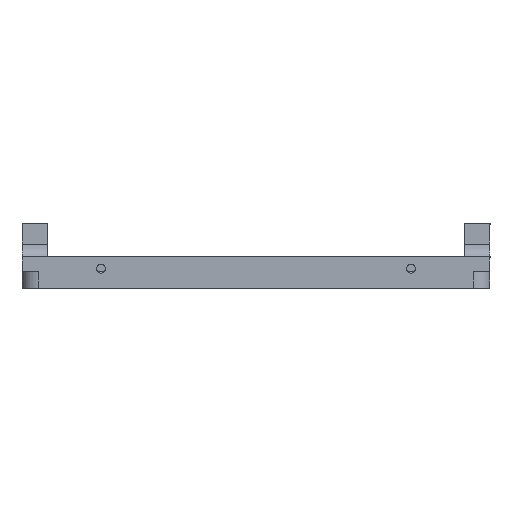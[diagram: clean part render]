
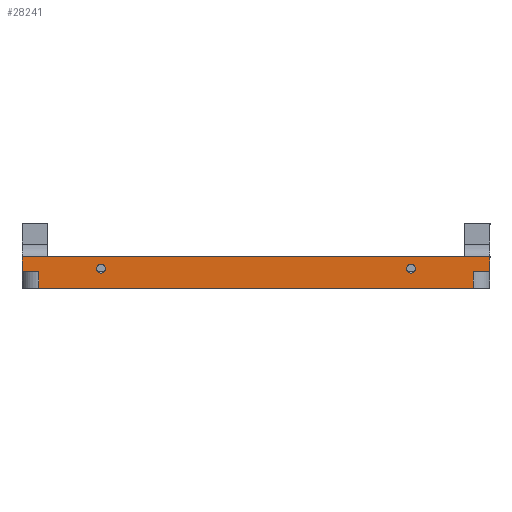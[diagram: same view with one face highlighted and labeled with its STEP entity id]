
A CAD part, front view. The second image highlights one B-rep face of the part: STEP entity #28241.
In plain terms, the highlighted planar face has unit normal (0, -1, 0).
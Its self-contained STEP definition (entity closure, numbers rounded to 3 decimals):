
#629 = DIRECTION ( 'NONE',  ( 0., -1., 0. ) ) ;
#950 = EDGE_CURVE ( 'NONE', #12318, #21110, #12707, .T. ) ;
#1046 = VECTOR ( 'NONE', #13221, 1000. ) ;
#1560 = EDGE_CURVE ( 'NONE', #27092, #31521, #33016, .T. ) ;
#2116 = FACE_BOUND ( 'NONE', #16550, .T. ) ;
#2189 = LINE ( 'NONE', #9180, #16799 ) ;
#2357 = CARTESIAN_POINT ( 'NONE',  ( 0., -163.75, -3. ) ) ;
#2530 = CARTESIAN_POINT ( 'NONE',  ( 27.5, -163.75, 0.5 ) ) ;
#3890 = AXIS2_PLACEMENT_3D ( 'NONE', #2530, #21006, #10497 ) ;
#4152 = CARTESIAN_POINT ( 'NONE',  ( 41.5, -163.75, 2.6 ) ) ;
#4183 = DIRECTION ( 'NONE',  ( 0., 0., -1. ) ) ;
#4706 = CARTESIAN_POINT ( 'NONE',  ( -38.5, -163.75, 0. ) ) ;
#4717 = DIRECTION ( 'NONE',  ( 0., -1., 0. ) ) ;
#4890 = DIRECTION ( 'NONE',  ( 0., 0., 1. ) ) ;
#4926 = EDGE_CURVE ( 'NONE', #12318, #20209, #15652, .T. ) ;
#5051 = EDGE_CURVE ( 'NONE', #9615, #14534, #21741, .T. ) ;
#5106 = EDGE_CURVE ( 'NONE', #21110, #21869, #2189, .T. ) ;
#5176 = AXIS2_PLACEMENT_3D ( 'NONE', #27934, #4717, #20809 ) ;
#5970 = VECTOR ( 'NONE', #28695, 1000. ) ;
#6245 = ORIENTED_EDGE ( 'NONE', *, *, #4926, .T. ) ;
#6880 = DIRECTION ( 'NONE',  ( 0., 0., -1. ) ) ;
#6901 = DIRECTION ( 'NONE',  ( 0., -1., 0. ) ) ;
#7033 = DIRECTION ( 'NONE',  ( 0., 0., -1. ) ) ;
#7500 = ORIENTED_EDGE ( 'NONE', *, *, #24104, .F. ) ;
#8237 = DIRECTION ( 'NONE',  ( 0., 0., -1. ) ) ;
#8572 = ORIENTED_EDGE ( 'NONE', *, *, #950, .F. ) ;
#8588 = DIRECTION ( 'NONE',  ( -1., 0., 0. ) ) ;
#8958 = VECTOR ( 'NONE', #7033, 1000. ) ;
#9081 = CARTESIAN_POINT ( 'NONE',  ( 0., -163.75, 0. ) ) ;
#9180 = CARTESIAN_POINT ( 'NONE',  ( -38.5, -163.75, -3. ) ) ;
#9615 = VERTEX_POINT ( 'NONE', #22732 ) ;
#10115 = VECTOR ( 'NONE', #8588, 1000. ) ;
#10310 = ORIENTED_EDGE ( 'NONE', *, *, #22698, .F. ) ;
#10316 = EDGE_CURVE ( 'NONE', #20696, #29572, #33242, .T. ) ;
#10324 = ORIENTED_EDGE ( 'NONE', *, *, #27545, .F. ) ;
#10497 = DIRECTION ( 'NONE',  ( 0., 0., -1. ) ) ;
#11269 = CARTESIAN_POINT ( 'NONE',  ( -41.5, -163.75, 2.6 ) ) ;
#11384 = ORIENTED_EDGE ( 'NONE', *, *, #5051, .T. ) ;
#12318 = VERTEX_POINT ( 'NONE', #32666 ) ;
#12421 = DIRECTION ( 'NONE',  ( -1., 0., 0. ) ) ;
#12465 = CARTESIAN_POINT ( 'NONE',  ( 0., -163.75, 2.6 ) ) ;
#12631 = CARTESIAN_POINT ( 'NONE',  ( -38.5, -163.75, -3. ) ) ;
#12675 = CARTESIAN_POINT ( 'NONE',  ( -27.5, -163.75, -0.3 ) ) ;
#12707 = LINE ( 'NONE', #2357, #1046 ) ;
#12724 = AXIS2_PLACEMENT_3D ( 'NONE', #17577, #6901, #4183 ) ;
#12740 = EDGE_CURVE ( 'NONE', #9615, #17014, #20254, .T. ) ;
#12765 = CARTESIAN_POINT ( 'NONE',  ( -41.5, -163.75, 2.6 ) ) ;
#13018 = VECTOR ( 'NONE', #23781, 1000. ) ;
#13102 = CIRCLE ( 'NONE', #3890, 0.8 ) ;
#13221 = DIRECTION ( 'NONE',  ( -1., 0., 0. ) ) ;
#13908 = EDGE_CURVE ( 'NONE', #17014, #20209, #29907, .T. ) ;
#14222 = AXIS2_PLACEMENT_3D ( 'NONE', #12465, #24828, #6880 ) ;
#14516 = FACE_BOUND ( 'NONE', #14667, .T. ) ;
#14534 = VERTEX_POINT ( 'NONE', #12765 ) ;
#14667 = EDGE_LOOP ( 'NONE', ( #10324, #14724 ) ) ;
#14688 = FACE_OUTER_BOUND ( 'NONE', #24613, .T. ) ;
#14724 = ORIENTED_EDGE ( 'NONE', *, *, #1560, .F. ) ;
#14855 = CARTESIAN_POINT ( 'NONE',  ( 27.5, -163.75, 1.3 ) ) ;
#15330 = CARTESIAN_POINT ( 'NONE',  ( 38.5, -163.75, -3. ) ) ;
#15652 = LINE ( 'NONE', #15330, #5970 ) ;
#16240 = AXIS2_PLACEMENT_3D ( 'NONE', #31464, #629, #21125 ) ;
#16550 = EDGE_LOOP ( 'NONE', ( #26394, #7500 ) ) ;
#16799 = VECTOR ( 'NONE', #4890, 1000. ) ;
#17014 = VERTEX_POINT ( 'NONE', #26291 ) ;
#17166 = LINE ( 'NONE', #30039, #21892 ) ;
#17522 = CARTESIAN_POINT ( 'NONE',  ( 27.5, -163.75, -0.3 ) ) ;
#17577 = CARTESIAN_POINT ( 'NONE',  ( -27.5, -163.75, 0.5 ) ) ;
#19270 = CIRCLE ( 'NONE', #5176, 0.8 ) ;
#19461 = ORIENTED_EDGE ( 'NONE', *, *, #25838, .T. ) ;
#20209 = VERTEX_POINT ( 'NONE', #24570 ) ;
#20254 = LINE ( 'NONE', #4152, #8958 ) ;
#20696 = VERTEX_POINT ( 'NONE', #12675 ) ;
#20809 = DIRECTION ( 'NONE',  ( 0., 0., -1. ) ) ;
#21000 = ORIENTED_EDGE ( 'NONE', *, *, #5106, .F. ) ;
#21006 = DIRECTION ( 'NONE',  ( 0., -1., 0. ) ) ;
#21110 = VERTEX_POINT ( 'NONE', #12631 ) ;
#21125 = DIRECTION ( 'NONE',  ( 0., 0., -1. ) ) ;
#21491 = ORIENTED_EDGE ( 'NONE', *, *, #12740, .F. ) ;
#21741 = LINE ( 'NONE', #24112, #13018 ) ;
#21869 = VERTEX_POINT ( 'NONE', #4706 ) ;
#21892 = VECTOR ( 'NONE', #12421, 1000. ) ;
#22698 = EDGE_CURVE ( 'NONE', #21869, #24940, #17166, .T. ) ;
#22732 = CARTESIAN_POINT ( 'NONE',  ( 41.5, -163.75, 2.6 ) ) ;
#23781 = DIRECTION ( 'NONE',  ( -1., 0., 0. ) ) ;
#24022 = ORIENTED_EDGE ( 'NONE', *, *, #13908, .F. ) ;
#24104 = EDGE_CURVE ( 'NONE', #29572, #20696, #19270, .T. ) ;
#24112 = CARTESIAN_POINT ( 'NONE',  ( 0., -163.75, 2.6 ) ) ;
#24570 = CARTESIAN_POINT ( 'NONE',  ( 38.5, -163.75, 0. ) ) ;
#24613 = EDGE_LOOP ( 'NONE', ( #24022, #21491, #11384, #19461, #10310, #21000, #8572, #6245 ) ) ;
#24828 = DIRECTION ( 'NONE',  ( 0., -1., 0. ) ) ;
#24940 = VERTEX_POINT ( 'NONE', #31230 ) ;
#24957 = CARTESIAN_POINT ( 'NONE',  ( -27.5, -163.75, 1.3 ) ) ;
#25838 = EDGE_CURVE ( 'NONE', #14534, #24940, #29235, .T. ) ;
#26291 = CARTESIAN_POINT ( 'NONE',  ( 41.5, -163.75, 0. ) ) ;
#26394 = ORIENTED_EDGE ( 'NONE', *, *, #10316, .F. ) ;
#27092 = VERTEX_POINT ( 'NONE', #14855 ) ;
#27545 = EDGE_CURVE ( 'NONE', #31521, #27092, #13102, .T. ) ;
#27885 = PLANE ( 'NONE',  #14222 ) ;
#27934 = CARTESIAN_POINT ( 'NONE',  ( -27.5, -163.75, 0.5 ) ) ;
#28241 = ADVANCED_FACE ( 'NONE', ( #2116, #14516, #14688 ), #27885, .T. ) ;
#28695 = DIRECTION ( 'NONE',  ( 0., 0., 1. ) ) ;
#29235 = LINE ( 'NONE', #11269, #31936 ) ;
#29572 = VERTEX_POINT ( 'NONE', #24957 ) ;
#29907 = LINE ( 'NONE', #9081, #10115 ) ;
#30039 = CARTESIAN_POINT ( 'NONE',  ( 0., -163.75, 0. ) ) ;
#31230 = CARTESIAN_POINT ( 'NONE',  ( -41.5, -163.75, 0. ) ) ;
#31464 = CARTESIAN_POINT ( 'NONE',  ( 27.5, -163.75, 0.5 ) ) ;
#31521 = VERTEX_POINT ( 'NONE', #17522 ) ;
#31936 = VECTOR ( 'NONE', #8237, 1000. ) ;
#32666 = CARTESIAN_POINT ( 'NONE',  ( 38.5, -163.75, -3. ) ) ;
#33016 = CIRCLE ( 'NONE', #16240, 0.8 ) ;
#33242 = CIRCLE ( 'NONE', #12724, 0.8 ) ;
